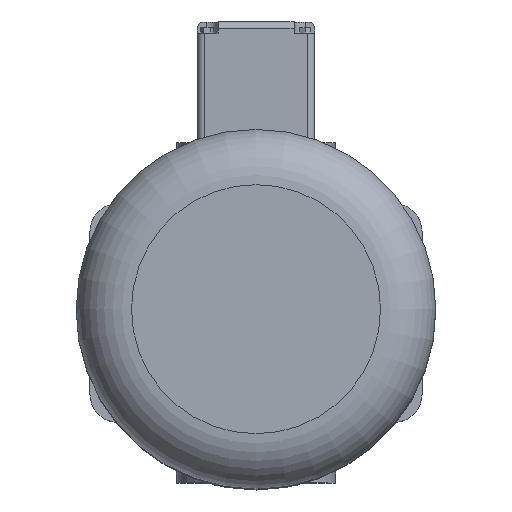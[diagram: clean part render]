
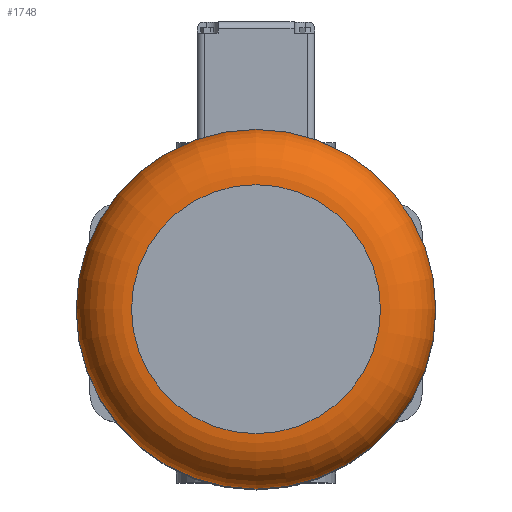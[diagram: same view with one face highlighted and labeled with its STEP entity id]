
A CAD part, top view. The second image highlights one B-rep face of the part: STEP entity #1748.
In plain terms, the highlighted toroidal (fillet/blend) face has major radius 90 mm and minor radius 40 mm.
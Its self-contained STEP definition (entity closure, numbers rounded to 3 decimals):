
#1748=ADVANCED_FACE('',(#5520,#5522),#5524,.T.);
#5520=FACE_OUTER_BOUND('',#5521,.T.);
#5521=EDGE_LOOP('',(#8843));
#5522=FACE_OUTER_BOUND('',#5523,.T.);
#5523=EDGE_LOOP('',(#8844));
#5524=TOROIDAL_SURFACE('',#5525,90.,40.);
#5525=AXIS2_PLACEMENT_3D('',#5526,#5527,#5528);
#5526=CARTESIAN_POINT('',(0.,0.,1562.));
#5527=DIRECTION('',(0.,0.,-1.));
#5528=DIRECTION('',(0.,1.,0.));
#8843=ORIENTED_EDGE('',*,*,#10639,.F.);
#8844=ORIENTED_EDGE('',*,*,#10747,.T.);
#10639=EDGE_CURVE('',#12357,#12357,#12358,.T.);
#10747=EDGE_CURVE('',#12467,#12467,#12468,.T.);
#12357=VERTEX_POINT('',#15440);
#12358=CIRCLE('',#15441,130.);
#12467=VERTEX_POINT('',#15768);
#12468=CIRCLE('',#15769,90.);
#15440=CARTESIAN_POINT('',(0.,130.,1562.));
#15441=AXIS2_PLACEMENT_3D('',#15442,#15443,#15444);
#15442=CARTESIAN_POINT('',(0.,0.,1562.));
#15443=DIRECTION('',(0.,0.,-1.));
#15444=DIRECTION('',(0.,1.,0.));
#15768=CARTESIAN_POINT('',(0.,90.,1602.));
#15769=AXIS2_PLACEMENT_3D('',#15770,#15771,#15772);
#15770=CARTESIAN_POINT('',(0.,0.,1602.));
#15771=DIRECTION('',(0.,0.,-1.));
#15772=DIRECTION('',(0.,1.,0.));
